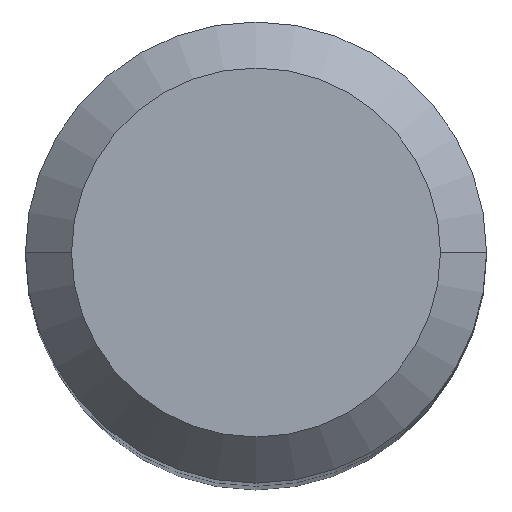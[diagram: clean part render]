
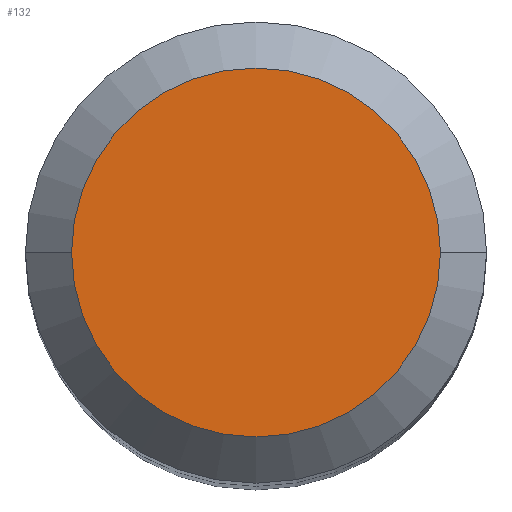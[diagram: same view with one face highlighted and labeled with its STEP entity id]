
A CAD part, top view. The second image highlights one B-rep face of the part: STEP entity #132.
In plain terms, the highlighted planar face has unit normal (0, 0, 1).
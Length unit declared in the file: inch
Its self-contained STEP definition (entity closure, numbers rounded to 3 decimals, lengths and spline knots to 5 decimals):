
#55 = DIRECTION ( 'NONE',  ( 0., 0., 1. ) ) ;
#62 = EDGE_CURVE ( 'NONE', #107, #417, #183, .T. ) ;
#79 = PLANE ( 'NONE',  #128 ) ;
#107 = VERTEX_POINT ( 'NONE', #295 ) ;
#116 = FACE_OUTER_BOUND ( 'NONE', #285, .T. ) ;
#128 = AXIS2_PLACEMENT_3D ( 'NONE', #224, #372, #463 ) ;
#132 = ADVANCED_FACE ( 'NONE', ( #116 ), #79, .F. ) ;
#133 = CARTESIAN_POINT ( 'NONE',  ( 0., 0., 0. ) ) ;
#183 = CIRCLE ( 'NONE', #287, 0.18896 ) ;
#202 = EDGE_CURVE ( 'NONE', #417, #107, #361, .T. ) ;
#224 = CARTESIAN_POINT ( 'NONE',  ( 0., 0., 0. ) ) ;
#271 = AXIS2_PLACEMENT_3D ( 'NONE', #133, #55, #301 ) ;
#285 = EDGE_LOOP ( 'NONE', ( #433, #455 ) ) ;
#287 = AXIS2_PLACEMENT_3D ( 'NONE', #490, #357, #466 ) ;
#295 = CARTESIAN_POINT ( 'NONE',  ( -0.18896, 0., 0. ) ) ;
#301 = DIRECTION ( 'NONE',  ( 1., 0., 0. ) ) ;
#357 = DIRECTION ( 'NONE',  ( 0., 0., 1. ) ) ;
#361 = CIRCLE ( 'NONE', #271, 0.18896 ) ;
#372 = DIRECTION ( 'NONE',  ( 0., 0., -1. ) ) ;
#417 = VERTEX_POINT ( 'NONE', #453 ) ;
#433 = ORIENTED_EDGE ( 'NONE', *, *, #62, .T. ) ;
#453 = CARTESIAN_POINT ( 'NONE',  ( 0.18896, 0., 0. ) ) ;
#455 = ORIENTED_EDGE ( 'NONE', *, *, #202, .T. ) ;
#463 = DIRECTION ( 'NONE',  ( -1., 0., 0. ) ) ;
#466 = DIRECTION ( 'NONE',  ( 1., 0., 0. ) ) ;
#490 = CARTESIAN_POINT ( 'NONE',  ( 0., 0., 0. ) ) ;
